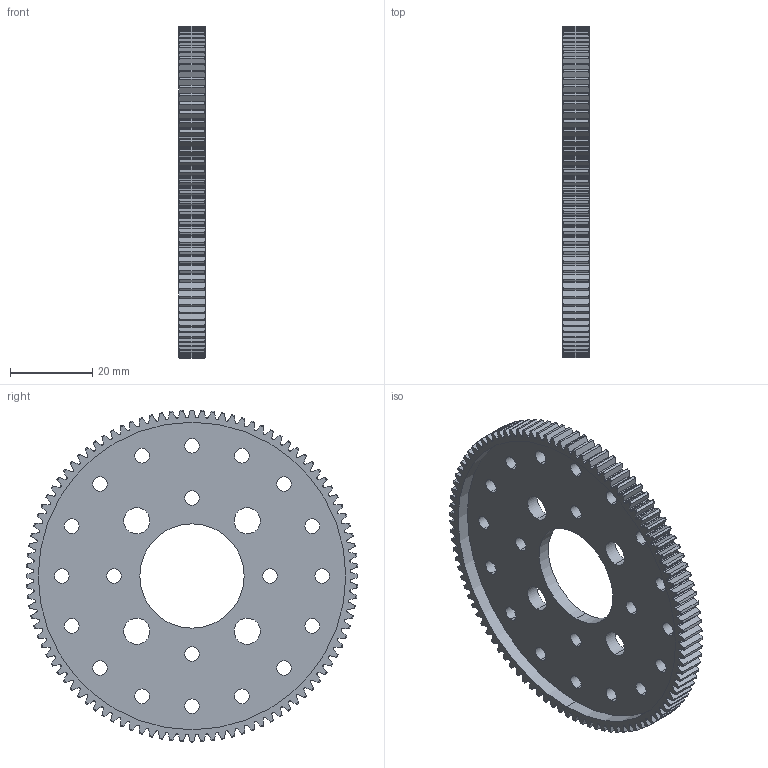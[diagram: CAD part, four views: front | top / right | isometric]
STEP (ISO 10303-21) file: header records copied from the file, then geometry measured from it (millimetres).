
FILE_DESCRIPTION (( 'STEP AP203' ), '1' );
FILE_NAME ('615234.STEP', '2014-07-22T20:12:58', ( 'Kyle' ), ( 'Microsoft' ), 'SwSTEP 2.0', 'SolidWorks 2014', '' );
FILE_SCHEMA (( 'CONFIG_CONTROL_DESIGN' ));
Length unit declared in the file: inch
Products named in the file (1): 615234
Bounding box: 6.35 x 80.96 x 80.96 mm (x, y, z)
Volume: 14672.8 mm3; surface area: 13269.6 mm2
Topology: 1 solids, 1 shells, 898 faces, 2685 edges, 1790 vertices
Faces by surface type: cylinder 493, torus 202, bspline 200, plane 3
Entity records: 39340 total; most frequent: CARTESIAN_POINT 15974, ORIENTED_EDGE 5370, DIRECTION 4475, EDGE_CURVE 2685, AXIS2_PLACEMENT_3D 1891, VERTEX_POINT 1790, CIRCLE 1192, EDGE_LOOP 949
